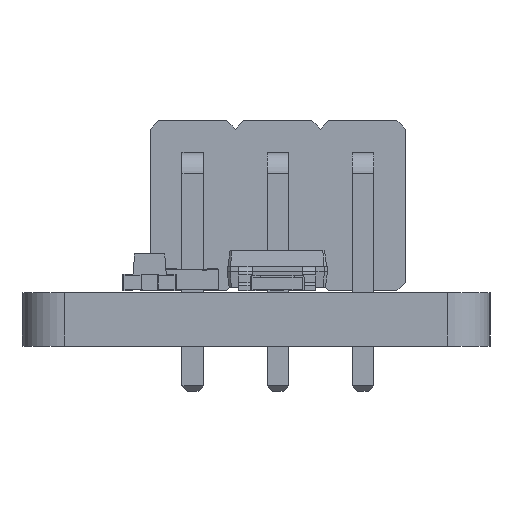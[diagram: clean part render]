
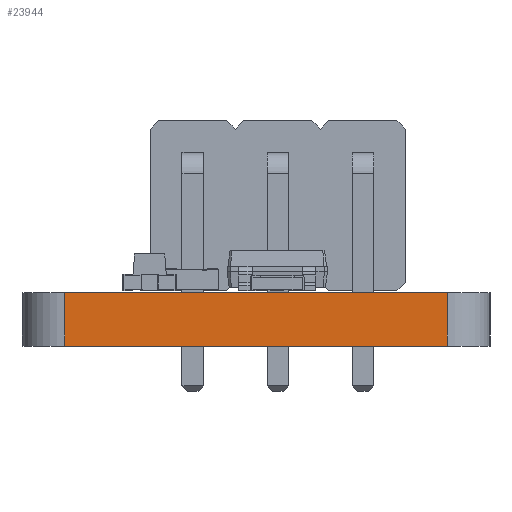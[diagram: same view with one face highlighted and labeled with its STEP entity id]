
A CAD part, left-side view. The second image highlights one B-rep face of the part: STEP entity #23944.
In plain terms, the highlighted planar face has unit normal (-1, 0, 0).
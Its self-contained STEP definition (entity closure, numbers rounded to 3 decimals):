
#22806 = PLANE('',#22807);
#22807 = AXIS2_PLACEMENT_3D('',#22808,#22809,#22810);
#22808 = CARTESIAN_POINT('',(164.465,-102.235,1.6));
#22809 = DIRECTION('',(-0.,-0.,-1.));
#22810 = DIRECTION('',(-1.,0.,0.));
#22860 = PLANE('',#22861);
#22861 = AXIS2_PLACEMENT_3D('',#22862,#22863,#22864);
#22862 = CARTESIAN_POINT('',(164.465,-102.235,0.));
#22863 = DIRECTION('',(-0.,-0.,-1.));
#22864 = DIRECTION('',(-1.,0.,0.));
#23073 = VERTEX_POINT('',#23074);
#23074 = CARTESIAN_POINT('',(134.62,-107.95,0.));
#23093 = CYLINDRICAL_SURFACE('',#23094,1.27);
#23094 = AXIS2_PLACEMENT_3D('',#23095,#23096,#23097);
#23095 = CARTESIAN_POINT('',(135.89,-107.95,0.));
#23096 = DIRECTION('',(-0.,-0.,-1.));
#23097 = DIRECTION('',(1.,0.,-0.));
#23105 = EDGE_CURVE('',#23073,#23106,#23108,.T.);
#23106 = VERTEX_POINT('',#23107);
#23107 = CARTESIAN_POINT('',(134.62,-96.52,0.));
#23108 = SURFACE_CURVE('',#23109,(#23113,#23120),.PCURVE_S1.);
#23109 = LINE('',#23110,#23111);
#23110 = CARTESIAN_POINT('',(134.62,-107.95,0.));
#23111 = VECTOR('',#23112,1.);
#23112 = DIRECTION('',(0.,1.,0.));
#23113 = PCURVE('',#22860,#23114);
#23114 = DEFINITIONAL_REPRESENTATION('',(#23115),#23119);
#23115 = LINE('',#23116,#23117);
#23116 = CARTESIAN_POINT('',(29.845,-5.715));
#23117 = VECTOR('',#23118,1.);
#23118 = DIRECTION('',(0.,1.));
#23119 = ( GEOMETRIC_REPRESENTATION_CONTEXT(2) 
PARAMETRIC_REPRESENTATION_CONTEXT() REPRESENTATION_CONTEXT('2D SPACE',''
  ) );
#23120 = PCURVE('',#23121,#23126);
#23121 = PLANE('',#23122);
#23122 = AXIS2_PLACEMENT_3D('',#23123,#23124,#23125);
#23123 = CARTESIAN_POINT('',(134.62,-107.95,0.));
#23124 = DIRECTION('',(-1.,0.,0.));
#23125 = DIRECTION('',(0.,1.,0.));
#23126 = DEFINITIONAL_REPRESENTATION('',(#23127),#23131);
#23127 = LINE('',#23128,#23129);
#23128 = CARTESIAN_POINT('',(0.,0.));
#23129 = VECTOR('',#23130,1.);
#23130 = DIRECTION('',(1.,0.));
#23131 = ( GEOMETRIC_REPRESENTATION_CONTEXT(2) 
PARAMETRIC_REPRESENTATION_CONTEXT() REPRESENTATION_CONTEXT('2D SPACE',''
  ) );
#23154 = CYLINDRICAL_SURFACE('',#23155,1.27);
#23155 = AXIS2_PLACEMENT_3D('',#23156,#23157,#23158);
#23156 = CARTESIAN_POINT('',(135.89,-96.52,0.));
#23157 = DIRECTION('',(-0.,-0.,-1.));
#23158 = DIRECTION('',(1.,0.,-0.));
#23497 = VERTEX_POINT('',#23498);
#23498 = CARTESIAN_POINT('',(134.62,-107.95,1.6));
#23524 = EDGE_CURVE('',#23497,#23525,#23527,.T.);
#23525 = VERTEX_POINT('',#23526);
#23526 = CARTESIAN_POINT('',(134.62,-96.52,1.6));
#23527 = SURFACE_CURVE('',#23528,(#23532,#23539),.PCURVE_S1.);
#23528 = LINE('',#23529,#23530);
#23529 = CARTESIAN_POINT('',(134.62,-107.95,1.6));
#23530 = VECTOR('',#23531,1.);
#23531 = DIRECTION('',(0.,1.,0.));
#23532 = PCURVE('',#22806,#23533);
#23533 = DEFINITIONAL_REPRESENTATION('',(#23534),#23538);
#23534 = LINE('',#23535,#23536);
#23535 = CARTESIAN_POINT('',(29.845,-5.715));
#23536 = VECTOR('',#23537,1.);
#23537 = DIRECTION('',(0.,1.));
#23538 = ( GEOMETRIC_REPRESENTATION_CONTEXT(2) 
PARAMETRIC_REPRESENTATION_CONTEXT() REPRESENTATION_CONTEXT('2D SPACE',''
  ) );
#23539 = PCURVE('',#23121,#23540);
#23540 = DEFINITIONAL_REPRESENTATION('',(#23541),#23545);
#23541 = LINE('',#23542,#23543);
#23542 = CARTESIAN_POINT('',(0.,-1.6));
#23543 = VECTOR('',#23544,1.);
#23544 = DIRECTION('',(1.,0.));
#23545 = ( GEOMETRIC_REPRESENTATION_CONTEXT(2) 
PARAMETRIC_REPRESENTATION_CONTEXT() REPRESENTATION_CONTEXT('2D SPACE',''
  ) );
#23896 = EDGE_CURVE('',#23106,#23525,#23897,.T.);
#23897 = SURFACE_CURVE('',#23898,(#23902,#23909),.PCURVE_S1.);
#23898 = LINE('',#23899,#23900);
#23899 = CARTESIAN_POINT('',(134.62,-96.52,0.));
#23900 = VECTOR('',#23901,1.);
#23901 = DIRECTION('',(0.,0.,1.));
#23902 = PCURVE('',#23154,#23903);
#23903 = DEFINITIONAL_REPRESENTATION('',(#23904),#23908);
#23904 = LINE('',#23905,#23906);
#23905 = CARTESIAN_POINT('',(-3.142,0.));
#23906 = VECTOR('',#23907,1.);
#23907 = DIRECTION('',(-0.,-1.));
#23908 = ( GEOMETRIC_REPRESENTATION_CONTEXT(2) 
PARAMETRIC_REPRESENTATION_CONTEXT() REPRESENTATION_CONTEXT('2D SPACE',''
  ) );
#23909 = PCURVE('',#23121,#23910);
#23910 = DEFINITIONAL_REPRESENTATION('',(#23911),#23915);
#23911 = LINE('',#23912,#23913);
#23912 = CARTESIAN_POINT('',(11.43,0.));
#23913 = VECTOR('',#23914,1.);
#23914 = DIRECTION('',(0.,-1.));
#23915 = ( GEOMETRIC_REPRESENTATION_CONTEXT(2) 
PARAMETRIC_REPRESENTATION_CONTEXT() REPRESENTATION_CONTEXT('2D SPACE',''
  ) );
#23921 = EDGE_CURVE('',#23073,#23497,#23922,.T.);
#23922 = SURFACE_CURVE('',#23923,(#23927,#23934),.PCURVE_S1.);
#23923 = LINE('',#23924,#23925);
#23924 = CARTESIAN_POINT('',(134.62,-107.95,0.));
#23925 = VECTOR('',#23926,1.);
#23926 = DIRECTION('',(0.,0.,1.));
#23927 = PCURVE('',#23093,#23928);
#23928 = DEFINITIONAL_REPRESENTATION('',(#23929),#23933);
#23929 = LINE('',#23930,#23931);
#23930 = CARTESIAN_POINT('',(-3.142,0.));
#23931 = VECTOR('',#23932,1.);
#23932 = DIRECTION('',(-0.,-1.));
#23933 = ( GEOMETRIC_REPRESENTATION_CONTEXT(2) 
PARAMETRIC_REPRESENTATION_CONTEXT() REPRESENTATION_CONTEXT('2D SPACE',''
  ) );
#23934 = PCURVE('',#23121,#23935);
#23935 = DEFINITIONAL_REPRESENTATION('',(#23936),#23940);
#23936 = LINE('',#23937,#23938);
#23937 = CARTESIAN_POINT('',(0.,0.));
#23938 = VECTOR('',#23939,1.);
#23939 = DIRECTION('',(0.,-1.));
#23940 = ( GEOMETRIC_REPRESENTATION_CONTEXT(2) 
PARAMETRIC_REPRESENTATION_CONTEXT() REPRESENTATION_CONTEXT('2D SPACE',''
  ) );
#23944 = ADVANCED_FACE('',(#23945),#23121,.T.);
#23945 = FACE_BOUND('',#23946,.T.);
#23946 = EDGE_LOOP('',(#23947,#23948,#23949,#23950));
#23947 = ORIENTED_EDGE('',*,*,#23921,.T.);
#23948 = ORIENTED_EDGE('',*,*,#23524,.T.);
#23949 = ORIENTED_EDGE('',*,*,#23896,.F.);
#23950 = ORIENTED_EDGE('',*,*,#23105,.F.);
